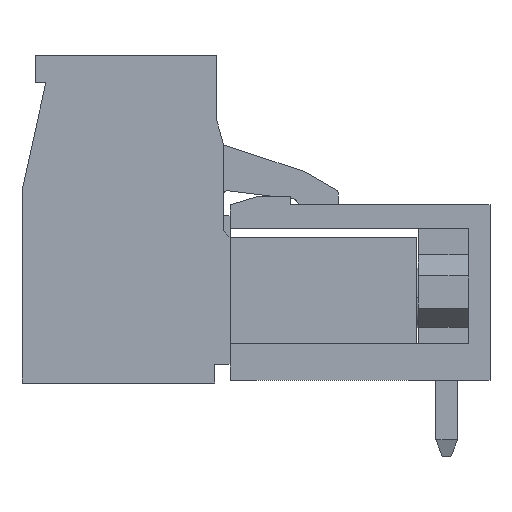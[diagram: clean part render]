
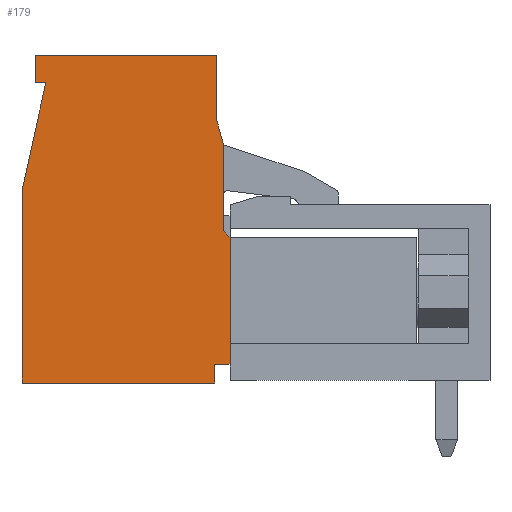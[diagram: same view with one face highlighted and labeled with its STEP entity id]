
A CAD part, left-side view. The second image highlights one B-rep face of the part: STEP entity #179.
In plain terms, the highlighted face is planar.
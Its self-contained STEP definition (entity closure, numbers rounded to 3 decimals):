
#179=ADVANCED_FACE('',(#661),#7830,.T.);
#661=FACE_OUTER_BOUND('',#1154,.T.);
#1154=EDGE_LOOP('',(#1899,#1900,#1901,#1902,#1903,#1904,#1905,#1906,#1907,
#1908,#1909,#1910,#1911));
#1899=ORIENTED_EDGE('',*,*,#4429,.T.);
#1900=ORIENTED_EDGE('',*,*,#4692,.T.);
#1901=ORIENTED_EDGE('',*,*,#4313,.F.);
#1902=ORIENTED_EDGE('',*,*,#4325,.F.);
#1903=ORIENTED_EDGE('',*,*,#4331,.F.);
#1904=ORIENTED_EDGE('',*,*,#4335,.F.);
#1905=ORIENTED_EDGE('',*,*,#4345,.F.);
#1906=ORIENTED_EDGE('',*,*,#4257,.F.);
#1907=ORIENTED_EDGE('',*,*,#4663,.T.);
#1908=ORIENTED_EDGE('',*,*,#4277,.F.);
#1909=ORIENTED_EDGE('',*,*,#4282,.F.);
#1910=ORIENTED_EDGE('',*,*,#4293,.F.);
#1911=ORIENTED_EDGE('',*,*,#4298,.F.);
#4257=EDGE_CURVE('',#6877,#6878,#5773,.T.);
#4277=EDGE_CURVE('',#6895,#6896,#5793,.T.);
#4282=EDGE_CURVE('',#6899,#6895,#5798,.T.);
#4293=EDGE_CURVE('',#6909,#6899,#5809,.T.);
#4298=EDGE_CURVE('',#6913,#6909,#5814,.T.);
#4313=EDGE_CURVE('',#6936,#6937,#5829,.T.);
#4325=EDGE_CURVE('',#6947,#6936,#5841,.T.);
#4331=EDGE_CURVE('',#6951,#6947,#5847,.T.);
#4335=EDGE_CURVE('',#6955,#6951,#5851,.T.);
#4345=EDGE_CURVE('',#6878,#6955,#5861,.T.);
#4429=EDGE_CURVE('',#6913,#7022,#5927,.T.);
#4663=EDGE_CURVE('',#6877,#6896,#6125,.T.);
#4692=EDGE_CURVE('',#7022,#6937,#6154,.T.);
#5773=B_SPLINE_CURVE_WITH_KNOTS('',1,(#10186,#10187),.UNSPECIFIED.,.F.,
 .F.,(2,2),(0.,0.5),.UNSPECIFIED.);
#5793=B_SPLINE_CURVE_WITH_KNOTS('',1,(#10226,#10227),.UNSPECIFIED.,.F.,
 .F.,(2,2),(0.,8.9),.UNSPECIFIED.);
#5798=B_SPLINE_CURVE_WITH_KNOTS('',1,(#10236,#10237),.UNSPECIFIED.,.F.,
 .F.,(2,2),(0.,8.9),.UNSPECIFIED.);
#5809=B_SPLINE_CURVE_WITH_KNOTS('',1,(#10258,#10259),.UNSPECIFIED.,.F.,
 .F.,(2,2),(0.,0.875),.UNSPECIFIED.);
#5814=B_SPLINE_CURVE_WITH_KNOTS('',1,(#10268,#10269),.UNSPECIFIED.,.F.,
 .F.,(2,2),(0.,0.7),.UNSPECIFIED.);
#5829=B_SPLINE_CURVE_WITH_KNOTS('',1,(#10298,#10299),.UNSPECIFIED.,.F.,
 .F.,(2,2),(0.,3.975),.UNSPECIFIED.);
#5841=B_SPLINE_CURVE_WITH_KNOTS('',1,(#10322,#10323),.UNSPECIFIED.,.F.,
 .F.,(2,2),(0.,1.14),.UNSPECIFIED.);
#5847=B_SPLINE_CURVE_WITH_KNOTS('',1,(#10334,#10335),.UNSPECIFIED.,.F.,
 .F.,(2,2),(0.,3.),.UNSPECIFIED.);
#5851=B_SPLINE_CURVE_WITH_KNOTS('',1,(#10342,#10343),.UNSPECIFIED.,.F.,
 .F.,(2,2),(0.,8.4),.UNSPECIFIED.);
#5861=B_SPLINE_CURVE_WITH_KNOTS('',1,(#10362,#10363),.UNSPECIFIED.,.F.,
 .F.,(2,2),(0.,1.25),.UNSPECIFIED.);
#5927=B_SPLINE_CURVE_WITH_KNOTS('',1,(#10556,#10557),.UNSPECIFIED.,.F.,
 .F.,(2,2),(0.,5.85),.UNSPECIFIED.);
#6125=B_SPLINE_CURVE_WITH_KNOTS('',1,(#11092,#11093),.UNSPECIFIED.,.F.,
 .F.,(2,2),(-5.071,0.),.UNSPECIFIED.);
#6154=B_SPLINE_CURVE_WITH_KNOTS('',1,(#11150,#11151),.UNSPECIFIED.,.F.,
 .F.,(2,2),(-0.424,0.),.UNSPECIFIED.);
#6877=VERTEX_POINT('',#9858);
#6878=VERTEX_POINT('',#9859);
#6895=VERTEX_POINT('',#9876);
#6896=VERTEX_POINT('',#9877);
#6899=VERTEX_POINT('',#9880);
#6909=VERTEX_POINT('',#9890);
#6913=VERTEX_POINT('',#9894);
#6936=VERTEX_POINT('',#9917);
#6937=VERTEX_POINT('',#9918);
#6947=VERTEX_POINT('',#9928);
#6951=VERTEX_POINT('',#9932);
#6955=VERTEX_POINT('',#9936);
#7022=VERTEX_POINT('',#10003);
#7830=PLANE('',#8417);
#8417=AXIS2_PLACEMENT_3D('',#9433,#8831,$);
#8831=DIRECTION('',(1.,0.,0.));
#9433=CARTESIAN_POINT('',(5.13,-5.422,12.172));
#9858=CARTESIAN_POINT('',(5.13,-3.35,9.4));
#9859=CARTESIAN_POINT('',(5.13,-3.85,9.4));
#9876=CARTESIAN_POINT('',(5.13,-4.45,-4.45));
#9877=CARTESIAN_POINT('',(5.13,-4.45,4.45));
#9880=CARTESIAN_POINT('',(5.13,4.45,-4.45));
#9890=CARTESIAN_POINT('',(5.13,4.45,-3.575));
#9894=CARTESIAN_POINT('',(5.13,5.15,-3.575));
#9917=CARTESIAN_POINT('',(5.13,4.85,6.55));
#9918=CARTESIAN_POINT('',(5.13,4.85,2.575));
#9928=CARTESIAN_POINT('',(5.13,4.55,7.65));
#9932=CARTESIAN_POINT('',(5.13,4.55,10.65));
#9936=CARTESIAN_POINT('',(5.13,-3.85,10.65));
#10003=CARTESIAN_POINT('',(5.13,5.15,2.275));
#10186=CARTESIAN_POINT('',(5.13,-3.35,9.4));
#10187=CARTESIAN_POINT('',(5.13,-3.85,9.4));
#10226=CARTESIAN_POINT('',(5.13,-4.45,-4.45));
#10227=CARTESIAN_POINT('',(5.13,-4.45,4.45));
#10236=CARTESIAN_POINT('',(5.13,4.45,-4.45));
#10237=CARTESIAN_POINT('',(5.13,-4.45,-4.45));
#10258=CARTESIAN_POINT('',(5.13,4.45,-3.575));
#10259=CARTESIAN_POINT('',(5.13,4.45,-4.45));
#10268=CARTESIAN_POINT('',(5.13,5.15,-3.575));
#10269=CARTESIAN_POINT('',(5.13,4.45,-3.575));
#10298=CARTESIAN_POINT('',(5.13,4.85,6.55));
#10299=CARTESIAN_POINT('',(5.13,4.85,2.575));
#10322=CARTESIAN_POINT('',(5.13,4.55,7.65));
#10323=CARTESIAN_POINT('',(5.13,4.85,6.55));
#10334=CARTESIAN_POINT('',(5.13,4.55,10.65));
#10335=CARTESIAN_POINT('',(5.13,4.55,7.65));
#10342=CARTESIAN_POINT('',(5.13,-3.85,10.65));
#10343=CARTESIAN_POINT('',(5.13,4.55,10.65));
#10362=CARTESIAN_POINT('',(5.13,-3.85,9.4));
#10363=CARTESIAN_POINT('',(5.13,-3.85,10.65));
#10556=CARTESIAN_POINT('',(5.13,5.15,-3.575));
#10557=CARTESIAN_POINT('',(5.13,5.15,2.275));
#11092=CARTESIAN_POINT('',(5.13,-3.35,9.4));
#11093=CARTESIAN_POINT('',(5.13,-4.45,4.45));
#11150=CARTESIAN_POINT('',(5.13,5.15,2.275));
#11151=CARTESIAN_POINT('',(5.13,4.85,2.575));
